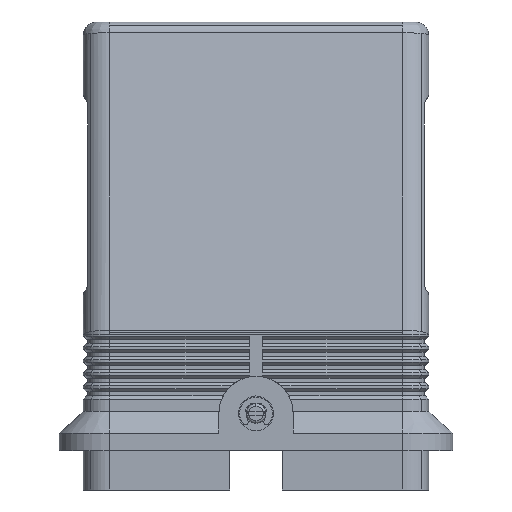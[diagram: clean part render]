
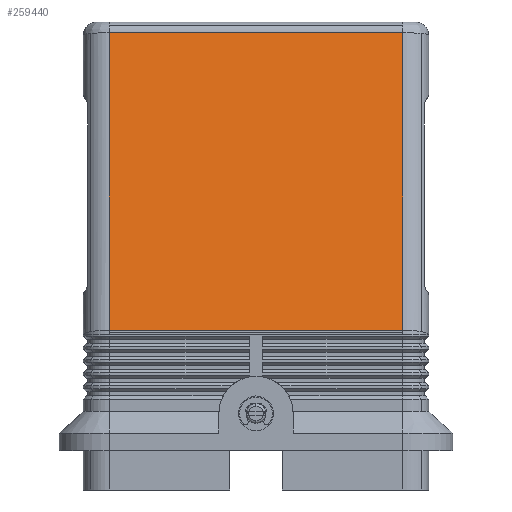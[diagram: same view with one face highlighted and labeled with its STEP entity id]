
A CAD part, left-side view. The second image highlights one B-rep face of the part: STEP entity #259440.
In plain terms, the highlighted planar face has unit normal (-0.984, 0, 0.18).
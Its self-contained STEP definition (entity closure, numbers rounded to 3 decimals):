
#3590=CARTESIAN_POINT('',(-60.402,33.5,36.536));
#3600=VERTEX_POINT('',#3590);
#3630=CARTESIAN_POINT('',(-60.402,-33.5,36.536));
#3640=DIRECTION('',(0.,1.,0.));
#3650=VECTOR('',#3640,67.);
#3660=LINE('',#3630,#3650);
#3670=CARTESIAN_POINT('',(-60.402,-33.5,36.536));
#3680=VERTEX_POINT('',#3670);
#3690=EDGE_CURVE('',#3680,#3600,#3660,.T.);
#254880=CARTESIAN_POINT('',(-47.95,-33.5,104.54));
#254890=VERTEX_POINT('',#254880);
#256480=CARTESIAN_POINT('',(-47.95,33.5,104.54));
#256490=VERTEX_POINT('',#256480);
#256860=CARTESIAN_POINT('',(-47.95,33.5,104.54));
#256870=DIRECTION('',(0.,-1.,0.));
#256880=VECTOR('',#256870,67.);
#256890=LINE('',#256860,#256880);
#256900=EDGE_CURVE('',#256490,#254890,#256890,.T.);
#257100=CARTESIAN_POINT('',(-60.402,33.5,36.536));
#257110=DIRECTION('',(0.18,0.,0.984));
#257120=VECTOR('',#257110,69.135);
#257130=LINE('',#257100,#257120);
#257140=EDGE_CURVE('',#3600,#256490,#257130,.T.);
#259150=CARTESIAN_POINT('',(-47.95,-33.5,104.54));
#259160=DIRECTION('',(-0.18,0.,-0.984));
#259170=VECTOR('',#259160,69.135);
#259180=LINE('',#259150,#259170);
#259190=EDGE_CURVE('',#254890,#3680,#259180,.T.);
#259330=CARTESIAN_POINT('',(-47.5,0.,107.));
#259340=DIRECTION('',(-0.984,0.,0.18));
#259350=DIRECTION('',(0.18,0.,0.984));
#259360=AXIS2_PLACEMENT_3D('',#259330,#259340,#259350);
#259370=PLANE('',#259360);
#259380=ORIENTED_EDGE('',*,*,#259190,.F.);
#259390=ORIENTED_EDGE('',*,*,#3690,.F.);
#259400=ORIENTED_EDGE('',*,*,#257140,.F.);
#259410=ORIENTED_EDGE('',*,*,#256900,.F.);
#259420=EDGE_LOOP('',(#259410,#259400,#259390,#259380));
#259430=FACE_OUTER_BOUND('',#259420,.T.);
#259440=ADVANCED_FACE('',(#259430),#259370,.T.);
